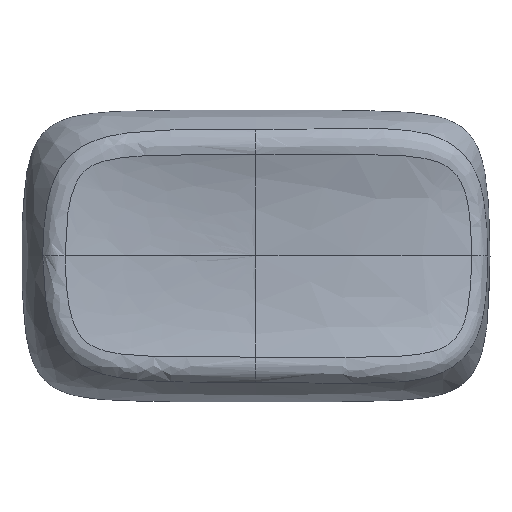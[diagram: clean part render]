
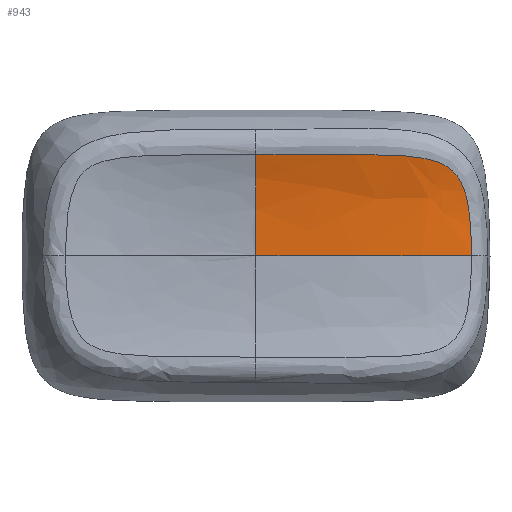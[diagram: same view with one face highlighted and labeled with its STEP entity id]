
A CAD part, top view. The second image highlights one B-rep face of the part: STEP entity #943.
In plain terms, the highlighted free-form (B-spline) face has degree [3, 3] with [5, 6] control points.
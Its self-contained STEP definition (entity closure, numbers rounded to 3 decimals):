
#16=(
BOUNDED_CURVE()
B_SPLINE_CURVE(5,(#5617,#5618,#5619,#5620,#5621,#5622,#5623,#5624,#5625,
#5626),.UNSPECIFIED.,.F.,.F.)
B_SPLINE_CURVE_WITH_KNOTS((6,1,1,1,1,6),(0.199,0.2,0.4,0.6,0.8,
1.),.UNSPECIFIED.)
CURVE()
GEOMETRIC_REPRESENTATION_ITEM()
RATIONAL_B_SPLINE_CURVE((1.,1.,1.,1.,1.,1.,1.,1.,1.,1.))
REPRESENTATION_ITEM('')
);
#28=B_SPLINE_SURFACE_WITH_KNOTS('',3,3,((#5587,#5588,#5589,#5590,#5591,
#5592),(#5593,#5594,#5595,#5596,#5597,#5598),(#5599,#5600,#5601,#5602,#5603,
#5604),(#5605,#5606,#5607,#5608,#5609,#5610),(#5611,#5612,#5613,#5614,#5615,
#5616)),.UNSPECIFIED.,.F.,.F.,.F.,(4,1,4),(4,1,1,4),(-1.,-0.653,
-0.191),(0.,0.347,0.578,0.809),
 .UNSPECIFIED.);
#49=B_SPLINE_CURVE_WITH_KNOTS('',3,(#4001,#4002,#4003,#4004,#4005,#4006,
#4007,#4008,#4009,#4010,#4011,#4012,#4013,#4014,#4015,#4016,#4017),
 .UNSPECIFIED.,.F.,.F.,(4,2,2,1,1,1,1,1,1,1,1,1,4),(0.,0.37,
0.484,0.718,0.835,0.953,1.07,
1.128,1.187,1.245,1.304,1.421,
1.655),.UNSPECIFIED.);
#72=B_SPLINE_CURVE_WITH_KNOTS('',3,(#4708,#4709,#4710,#4711,#4712,#4713),
 .UNSPECIFIED.,.F.,.F.,(4,1,1,4),(0.,0.347,0.578,
0.809),.UNSPECIFIED.);
#149=FACE_OUTER_BOUND('',#204,.T.);
#204=EDGE_LOOP('',(#866,#867,#868));
#423=VERTEX_POINT('',#3968);
#428=VERTEX_POINT('',#3999);
#448=VERTEX_POINT('',#4707);
#560=EDGE_CURVE('',#428,#423,#49,.T.);
#585=EDGE_CURVE('',#448,#423,#72,.T.);
#591=EDGE_CURVE('',#428,#448,#16,.T.);
#866=ORIENTED_EDGE('',*,*,#560,.F.);
#867=ORIENTED_EDGE('',*,*,#591,.T.);
#868=ORIENTED_EDGE('',*,*,#585,.T.);
#943=ADVANCED_FACE('',(#149),#28,.F.);
#3968=CARTESIAN_POINT('',(12.206,0.,3.684));
#3999=CARTESIAN_POINT('',(0.,5.722,5.504));
#4001=CARTESIAN_POINT('Ctrl Pts',(0.,5.722,
5.504));
#4002=CARTESIAN_POINT('Ctrl Pts',(1.242,5.722,5.504));
#4003=CARTESIAN_POINT('Ctrl Pts',(2.486,5.724,5.49));
#4004=CARTESIAN_POINT('Ctrl Pts',(4.122,5.735,5.439));
#4005=CARTESIAN_POINT('Ctrl Pts',(4.51,5.739,5.424));
#4006=CARTESIAN_POINT('Ctrl Pts',(5.691,5.75,5.37));
#4007=CARTESIAN_POINT('Ctrl Pts',(6.886,5.748,5.29));
#4008=CARTESIAN_POINT('Ctrl Pts',(8.489,5.666,5.093));
#4009=CARTESIAN_POINT('Ctrl Pts',(9.672,5.52,4.883));
#4010=CARTESIAN_POINT('Ctrl Pts',(10.622,5.225,4.621));
#4011=CARTESIAN_POINT('Ctrl Pts',(11.212,4.764,4.374));
#4012=CARTESIAN_POINT('Ctrl Pts',(11.534,4.333,4.203));
#4013=CARTESIAN_POINT('Ctrl Pts',(11.761,3.845,4.056));
#4014=CARTESIAN_POINT('Ctrl Pts',(11.969,3.156,3.9));
#4015=CARTESIAN_POINT('Ctrl Pts',(12.166,1.895,3.723));
#4016=CARTESIAN_POINT('Ctrl Pts',(12.206,0.761,3.684));
#4017=CARTESIAN_POINT('Ctrl Pts',(12.206,0.,
3.684));
#4707=CARTESIAN_POINT('',(0.,0.,4.8));
#4708=CARTESIAN_POINT('Ctrl Pts',(0.,0.,
4.8));
#4709=CARTESIAN_POINT('Ctrl Pts',(2.869,0.,
4.8));
#4710=CARTESIAN_POINT('Ctrl Pts',(6.521,0.,
4.658));
#4711=CARTESIAN_POINT('Ctrl Pts',(9.965,0.,
4.218));
#4712=CARTESIAN_POINT('Ctrl Pts',(11.507,0.,
3.878));
#4713=CARTESIAN_POINT('Ctrl Pts',(12.206,0.,
3.684));
#5587=CARTESIAN_POINT('Ctrl Pts',(0.,0.,
4.8));
#5588=CARTESIAN_POINT('Ctrl Pts',(2.869,0.,
4.8));
#5589=CARTESIAN_POINT('Ctrl Pts',(6.521,0.,
4.658));
#5590=CARTESIAN_POINT('Ctrl Pts',(9.965,0.,
4.218));
#5591=CARTESIAN_POINT('Ctrl Pts',(11.507,0.,
3.878));
#5592=CARTESIAN_POINT('Ctrl Pts',(12.206,0.,
3.684));
#5593=CARTESIAN_POINT('Ctrl Pts',(0.,1.361,
4.8));
#5594=CARTESIAN_POINT('Ctrl Pts',(2.869,1.361,4.8));
#5595=CARTESIAN_POINT('Ctrl Pts',(6.521,1.361,4.658));
#5596=CARTESIAN_POINT('Ctrl Pts',(9.965,1.361,4.218));
#5597=CARTESIAN_POINT('Ctrl Pts',(11.507,1.361,3.878));
#5598=CARTESIAN_POINT('Ctrl Pts',(12.206,1.361,3.684));
#5599=CARTESIAN_POINT('Ctrl Pts',(0.,3.766,
4.946));
#5600=CARTESIAN_POINT('Ctrl Pts',(2.871,3.766,4.946));
#5601=CARTESIAN_POINT('Ctrl Pts',(6.53,3.766,4.804));
#5602=CARTESIAN_POINT('Ctrl Pts',(9.989,3.766,4.363));
#5603=CARTESIAN_POINT('Ctrl Pts',(11.541,3.766,4.02));
#5604=CARTESIAN_POINT('Ctrl Pts',(12.245,3.766,3.825));
#5605=CARTESIAN_POINT('Ctrl Pts',(0.,5.1,
5.295));
#5606=CARTESIAN_POINT('Ctrl Pts',(2.878,5.1,5.295));
#5607=CARTESIAN_POINT('Ctrl Pts',(6.553,5.1,5.153));
#5608=CARTESIAN_POINT('Ctrl Pts',(10.046,5.1,4.708));
#5609=CARTESIAN_POINT('Ctrl Pts',(11.621,5.1,4.361));
#5610=CARTESIAN_POINT('Ctrl Pts',(12.339,5.1,4.161));
#5611=CARTESIAN_POINT('Ctrl Pts',(0.,5.755,
5.515));
#5612=CARTESIAN_POINT('Ctrl Pts',(2.882,5.755,5.515));
#5613=CARTESIAN_POINT('Ctrl Pts',(6.568,5.755,5.372));
#5614=CARTESIAN_POINT('Ctrl Pts',(10.082,5.755,4.925));
#5615=CARTESIAN_POINT('Ctrl Pts',(11.671,5.755,4.575));
#5616=CARTESIAN_POINT('Ctrl Pts',(12.397,5.755,4.373));
#5617=CARTESIAN_POINT('Ctrl Pts',(0.,5.722,
5.504));
#5618=CARTESIAN_POINT('Ctrl Pts',(0.,5.721,
5.504));
#5619=CARTESIAN_POINT('Ctrl Pts',(0.,5.548,
5.447));
#5620=CARTESIAN_POINT('Ctrl Pts',(0.,5.189,
5.336));
#5621=CARTESIAN_POINT('Ctrl Pts',(0.,4.6,
5.179));
#5622=CARTESIAN_POINT('Ctrl Pts',(0.,3.684,
4.995));
#5623=CARTESIAN_POINT('Ctrl Pts',(0.,2.488,
4.864));
#5624=CARTESIAN_POINT('Ctrl Pts',(0.,1.352,
4.812));
#5625=CARTESIAN_POINT('Ctrl Pts',(0.,0.471,
4.8));
#5626=CARTESIAN_POINT('Ctrl Pts',(0.,0.,
4.8));
